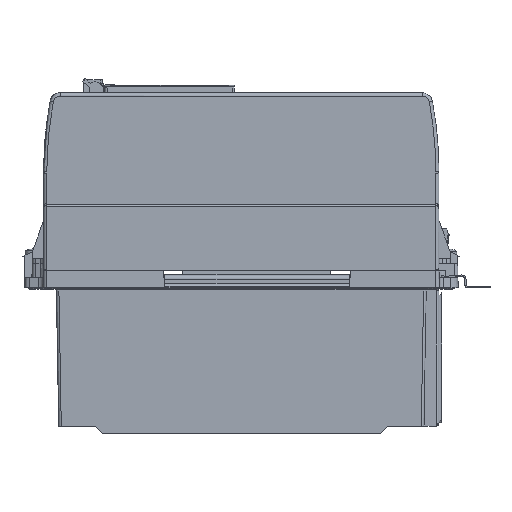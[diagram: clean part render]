
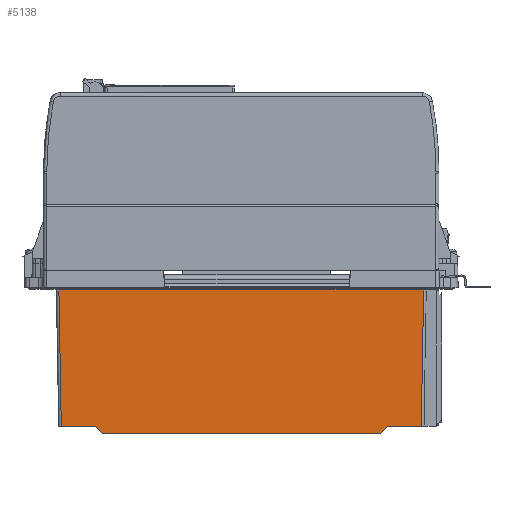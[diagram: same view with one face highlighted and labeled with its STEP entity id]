
A CAD part, left-side view. The second image highlights one B-rep face of the part: STEP entity #5138.
In plain terms, the highlighted planar face has unit normal (1, 0, 0.018).
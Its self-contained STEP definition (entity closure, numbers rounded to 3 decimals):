
#111 = VERTEX_POINT ( 'NONE', #37832 ) ;
#601 = CARTESIAN_POINT ( 'NONE',  ( -75.012, 26.988, 0.666 ) ) ;
#1615 = AXIS2_PLACEMENT_3D ( 'NONE', #32302, #39484, #18199 ) ;
#1814 = LINE ( 'NONE', #601, #38481 ) ;
#4092 = VECTOR ( 'NONE', #16405, 1000. ) ;
#4184 = CARTESIAN_POINT ( 'NONE',  ( -73.01, 170., -114. ) ) ;
#5138 = ADVANCED_FACE ( 'NONE', ( #18267 ), #28757, .F. ) ;
#5785 = CARTESIAN_POINT ( 'NONE',  ( -73.106, 170., -108.5 ) ) ;
#5930 = EDGE_CURVE ( 'NONE', #14324, #45670, #40925, .T. ) ;
#5937 = CARTESIAN_POINT ( 'NONE',  ( -73.01, 61., -114. ) ) ;
#6539 = CARTESIAN_POINT ( 'NONE',  ( -73.01, 279., -114. ) ) ;
#9147 = EDGE_CURVE ( 'NONE', #26264, #15423, #32365, .T. ) ;
#11157 = LINE ( 'NONE', #4184, #28928 ) ;
#11298 = DIRECTION ( 'NONE',  ( 0., -1., 0. ) ) ;
#11644 = DIRECTION ( 'NONE',  ( 0., 1., 0. ) ) ;
#12355 = CARTESIAN_POINT ( 'NONE',  ( -75.012, 313.012, 0.666 ) ) ;
#12848 = CARTESIAN_POINT ( 'NONE',  ( -73.01, 61., -114. ) ) ;
#13656 = LINE ( 'NONE', #39364, #23108 ) ;
#14040 = ORIENTED_EDGE ( 'NONE', *, *, #32880, .F. ) ;
#14116 = CARTESIAN_POINT ( 'NONE',  ( -73.106, 170., -108.5 ) ) ;
#14324 = VERTEX_POINT ( 'NONE', #20036 ) ;
#14344 = ORIENTED_EDGE ( 'NONE', *, *, #27252, .F. ) ;
#14540 = DIRECTION ( 'NONE',  ( 0.012, -0.707, -0.707 ) ) ;
#15423 = VERTEX_POINT ( 'NONE', #16484 ) ;
#15920 = DIRECTION ( 'NONE',  ( 0.017, -0.017, -1. ) ) ;
#16405 = DIRECTION ( 'NONE',  ( -0.012, -0.707, 0.707 ) ) ;
#16419 = VERTEX_POINT ( 'NONE', #42462 ) ;
#16484 = CARTESIAN_POINT ( 'NONE',  ( -73.106, 55.5, -108.5 ) ) ;
#17667 = ORIENTED_EDGE ( 'NONE', *, *, #43024, .F. ) ;
#17801 = VECTOR ( 'NONE', #27011, 1000. ) ;
#18199 = DIRECTION ( 'NONE',  ( 0.017, 0., -1. ) ) ;
#18267 = FACE_OUTER_BOUND ( 'NONE', #29156, .T. ) ;
#19092 = LINE ( 'NONE', #32870, #45157 ) ;
#20036 = CARTESIAN_POINT ( 'NONE',  ( -73.106, 311.106, -108.5 ) ) ;
#20903 = ORIENTED_EDGE ( 'NONE', *, *, #42567, .F. ) ;
#21713 = EDGE_CURVE ( 'NONE', #111, #16419, #1814, .T. ) ;
#21975 = CARTESIAN_POINT ( 'NONE',  ( -73.106, 284.5, -108.5 ) ) ;
#22513 = ORIENTED_EDGE ( 'NONE', *, *, #5930, .F. ) ;
#23108 = VECTOR ( 'NONE', #14540, 1000. ) ;
#24592 = LINE ( 'NONE', #12355, #33977 ) ;
#26264 = VERTEX_POINT ( 'NONE', #5937 ) ;
#27011 = DIRECTION ( 'NONE',  ( 0., -1., 0. ) ) ;
#27252 = EDGE_CURVE ( 'NONE', #45670, #38402, #13656, .T. ) ;
#28757 = PLANE ( 'NONE',  #1615 ) ;
#28928 = VECTOR ( 'NONE', #11298, 1000. ) ;
#29013 = DIRECTION ( 'NONE',  ( -0.017, -0.017, 1. ) ) ;
#29156 = EDGE_LOOP ( 'NONE', ( #14040, #43286, #44814, #14344, #22513, #17667, #20903, #30573 ) ) ;
#30573 = ORIENTED_EDGE ( 'NONE', *, *, #21713, .F. ) ;
#31460 = VECTOR ( 'NONE', #31755, 1000. ) ;
#31755 = DIRECTION ( 'NONE',  ( 0., -1., 0. ) ) ;
#32143 = EDGE_CURVE ( 'NONE', #38402, #26264, #11157, .T. ) ;
#32302 = CARTESIAN_POINT ( 'NONE',  ( -75., 313., 0. ) ) ;
#32365 = LINE ( 'NONE', #12848, #4092 ) ;
#32870 = CARTESIAN_POINT ( 'NONE',  ( -75., 170., 0. ) ) ;
#32880 = EDGE_CURVE ( 'NONE', #15423, #111, #36666, .T. ) ;
#33977 = VECTOR ( 'NONE', #15920, 1000. ) ;
#36666 = LINE ( 'NONE', #5785, #17801 ) ;
#37832 = CARTESIAN_POINT ( 'NONE',  ( -73.106, 28.894, -108.5 ) ) ;
#38402 = VERTEX_POINT ( 'NONE', #6539 ) ;
#38481 = VECTOR ( 'NONE', #29013, 1000. ) ;
#39364 = CARTESIAN_POINT ( 'NONE',  ( -73.106, 284.5, -108.5 ) ) ;
#39484 = DIRECTION ( 'NONE',  ( -1., 0., -0.017 ) ) ;
#40925 = LINE ( 'NONE', #14116, #31460 ) ;
#42266 = CARTESIAN_POINT ( 'NONE',  ( -75., 313., 0. ) ) ;
#42462 = CARTESIAN_POINT ( 'NONE',  ( -75., 27., 0. ) ) ;
#42567 = EDGE_CURVE ( 'NONE', #16419, #43368, #19092, .T. ) ;
#43024 = EDGE_CURVE ( 'NONE', #43368, #14324, #24592, .T. ) ;
#43286 = ORIENTED_EDGE ( 'NONE', *, *, #9147, .F. ) ;
#43368 = VERTEX_POINT ( 'NONE', #42266 ) ;
#44814 = ORIENTED_EDGE ( 'NONE', *, *, #32143, .F. ) ;
#45157 = VECTOR ( 'NONE', #11644, 1000. ) ;
#45670 = VERTEX_POINT ( 'NONE', #21975 ) ;
